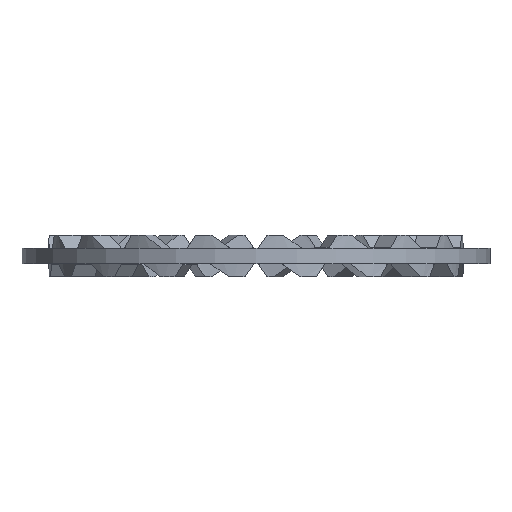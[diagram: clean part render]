
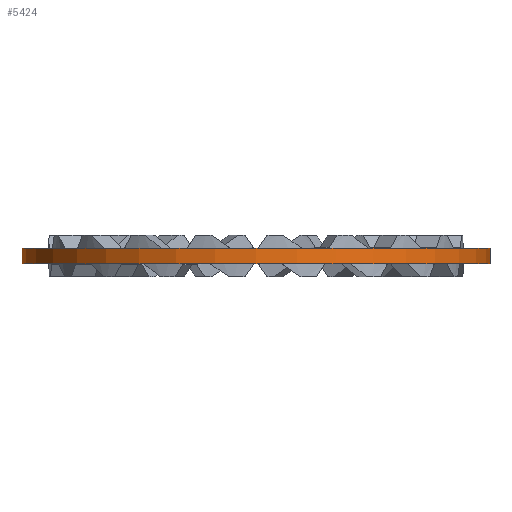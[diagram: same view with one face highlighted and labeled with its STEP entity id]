
A CAD part, front view. The second image highlights one B-rep face of the part: STEP entity #5424.
In plain terms, the highlighted cylindrical face has radius 21.75 mm (diameter 43.5 mm), a partial arc.
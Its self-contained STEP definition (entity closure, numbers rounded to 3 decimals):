
#128 = LINE ( 'NONE', #3898, #2099 ) ;
#205 = DIRECTION ( 'NONE',  ( 0., 0., 1. ) ) ;
#307 = LINE ( 'NONE', #2040, #4353 ) ;
#405 = FACE_OUTER_BOUND ( 'NONE', #2072, .T. ) ;
#505 = AXIS2_PLACEMENT_3D ( 'NONE', #2260, #3138, #4500 ) ;
#621 = AXIS2_PLACEMENT_3D ( 'NONE', #2915, #205, #1145 ) ;
#869 = DIRECTION ( 'NONE',  ( 0., 0., 1. ) ) ;
#1133 = EDGE_CURVE ( 'NONE', #3386, #5228, #5529, .T. ) ;
#1145 = DIRECTION ( 'NONE',  ( 1., 0., 0. ) ) ;
#1176 = VERTEX_POINT ( 'NONE', #4868 ) ;
#1430 = CIRCLE ( 'NONE', #621, 21.75 ) ;
#1700 = DIRECTION ( 'NONE',  ( 0., 0., 1. ) ) ;
#1797 = ORIENTED_EDGE ( 'NONE', *, *, #3942, .T. ) ;
#2040 = CARTESIAN_POINT ( 'NONE',  ( 21.75, 0., -0.7 ) ) ;
#2072 = EDGE_LOOP ( 'NONE', ( #2970, #5803, #1797, #4088 ) ) ;
#2092 = DIRECTION ( 'NONE',  ( 0., 0., 1. ) ) ;
#2099 = VECTOR ( 'NONE', #869, 1000. ) ;
#2260 = CARTESIAN_POINT ( 'NONE',  ( 0., 0., -0.7 ) ) ;
#2915 = CARTESIAN_POINT ( 'NONE',  ( 0., 0., 0.7 ) ) ;
#2970 = ORIENTED_EDGE ( 'NONE', *, *, #5736, .F. ) ;
#3138 = DIRECTION ( 'NONE',  ( 0., 0., 1. ) ) ;
#3386 = VERTEX_POINT ( 'NONE', #4762 ) ;
#3898 = CARTESIAN_POINT ( 'NONE',  ( -21.75, 0., -0.7 ) ) ;
#3938 = VERTEX_POINT ( 'NONE', #5187 ) ;
#3942 = EDGE_CURVE ( 'NONE', #5228, #3938, #307, .T. ) ;
#3948 = CYLINDRICAL_SURFACE ( 'NONE', #505, 21.75 ) ;
#4088 = ORIENTED_EDGE ( 'NONE', *, *, #4715, .F. ) ;
#4353 = VECTOR ( 'NONE', #2092, 1000. ) ;
#4408 = DIRECTION ( 'NONE',  ( 1., 0., 0. ) ) ;
#4500 = DIRECTION ( 'NONE',  ( 1., 0., 0. ) ) ;
#4715 = EDGE_CURVE ( 'NONE', #1176, #3938, #1430, .T. ) ;
#4762 = CARTESIAN_POINT ( 'NONE',  ( -21.75, 0., -0.7 ) ) ;
#4868 = CARTESIAN_POINT ( 'NONE',  ( -21.75, 0., 0.7 ) ) ;
#4930 = CARTESIAN_POINT ( 'NONE',  ( 0., 0., -0.7 ) ) ;
#5187 = CARTESIAN_POINT ( 'NONE',  ( 21.75, 0., 0.7 ) ) ;
#5228 = VERTEX_POINT ( 'NONE', #5260 ) ;
#5260 = CARTESIAN_POINT ( 'NONE',  ( 21.75, 0., -0.7 ) ) ;
#5365 = AXIS2_PLACEMENT_3D ( 'NONE', #4930, #1700, #4408 ) ;
#5424 = ADVANCED_FACE ( 'NONE', ( #405 ), #3948, .T. ) ;
#5529 = CIRCLE ( 'NONE', #5365, 21.75 ) ;
#5736 = EDGE_CURVE ( 'NONE', #3386, #1176, #128, .T. ) ;
#5803 = ORIENTED_EDGE ( 'NONE', *, *, #1133, .T. ) ;
